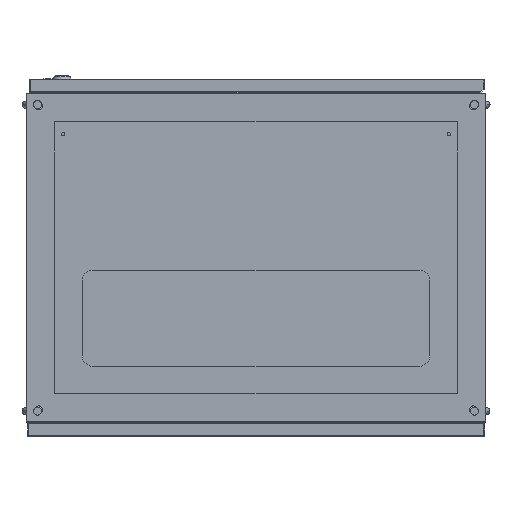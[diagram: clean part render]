
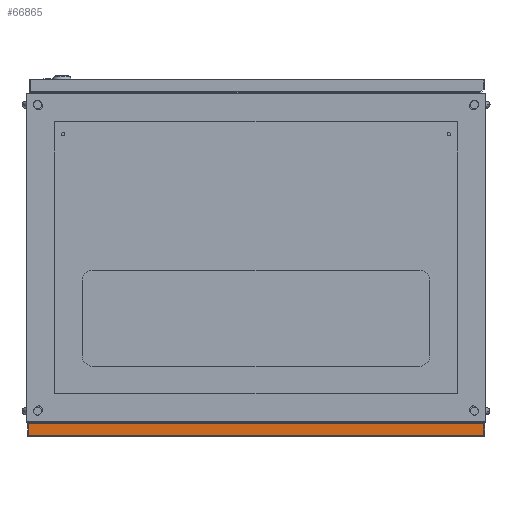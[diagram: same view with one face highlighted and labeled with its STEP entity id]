
A CAD part, front view. The second image highlights one B-rep face of the part: STEP entity #66865.
In plain terms, the highlighted planar face has unit normal (0, -1, 0).
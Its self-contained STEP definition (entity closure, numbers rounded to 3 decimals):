
#1388 = LINE ( 'NONE', #92843, #75522 ) ;
#1999 = LINE ( 'NONE', #17701, #80551 ) ;
#2527 = CARTESIAN_POINT ( 'NONE',  ( -397.5, -897.5, 0. ) ) ;
#7471 = VECTOR ( 'NONE', #67820, 1000. ) ;
#13152 = ORIENTED_EDGE ( 'NONE', *, *, #18360, .F. ) ;
#16613 = DIRECTION ( 'NONE',  ( 0., -1., 0. ) ) ;
#17701 = CARTESIAN_POINT ( 'NONE',  ( -397.5, -897.5, -1.5 ) ) ;
#18360 = EDGE_CURVE ( 'NONE', #78736, #72955, #1999, .T. ) ;
#20601 = FACE_OUTER_BOUND ( 'NONE', #66108, .T. ) ;
#22515 = EDGE_CURVE ( 'NONE', #70000, #50706, #62520, .T. ) ;
#24010 = EDGE_CURVE ( 'NONE', #72955, #50706, #1388, .T. ) ;
#24256 = EDGE_CURVE ( 'NONE', #70000, #78736, #24344, .T. ) ;
#24344 = LINE ( 'NONE', #81511, #77027 ) ;
#24517 = DIRECTION ( 'NONE',  ( -1., 0., 0. ) ) ;
#25233 = AXIS2_PLACEMENT_3D ( 'NONE', #37952, #16613, #66806 ) ;
#36435 = ORIENTED_EDGE ( 'NONE', *, *, #24010, .F. ) ;
#36978 = ORIENTED_EDGE ( 'NONE', *, *, #24256, .F. ) ;
#37952 = CARTESIAN_POINT ( 'NONE',  ( -397.5, -897.5, -1.5 ) ) ;
#38081 = CARTESIAN_POINT ( 'NONE',  ( 397.5, -897.5, -24. ) ) ;
#50706 = VERTEX_POINT ( 'NONE', #78548 ) ;
#59611 = PLANE ( 'NONE',  #25233 ) ;
#60631 = CARTESIAN_POINT ( 'NONE',  ( 397.5, -897.5, -1.5 ) ) ;
#62520 = LINE ( 'NONE', #60631, #7471 ) ;
#64735 = DIRECTION ( 'NONE',  ( 1., 0., 0. ) ) ;
#66108 = EDGE_LOOP ( 'NONE', ( #36435, #13152, #36978, #82694 ) ) ;
#66806 = DIRECTION ( 'NONE',  ( 0., 0., -1. ) ) ;
#66865 = ADVANCED_FACE ( 'NONE', ( #20601 ), #59611, .T. ) ;
#67820 = DIRECTION ( 'NONE',  ( 0., 0., 1. ) ) ;
#67864 = DIRECTION ( 'NONE',  ( 0., 0., 1. ) ) ;
#69348 = CARTESIAN_POINT ( 'NONE',  ( -397.5, -897.5, -24. ) ) ;
#70000 = VERTEX_POINT ( 'NONE', #38081 ) ;
#72955 = VERTEX_POINT ( 'NONE', #2527 ) ;
#75522 = VECTOR ( 'NONE', #64735, 1000. ) ;
#77027 = VECTOR ( 'NONE', #24517, 1000. ) ;
#78548 = CARTESIAN_POINT ( 'NONE',  ( 397.5, -897.5, 0. ) ) ;
#78736 = VERTEX_POINT ( 'NONE', #69348 ) ;
#80551 = VECTOR ( 'NONE', #67864, 1000. ) ;
#81511 = CARTESIAN_POINT ( 'NONE',  ( 397.5, -897.5, -24. ) ) ;
#82694 = ORIENTED_EDGE ( 'NONE', *, *, #22515, .T. ) ;
#92843 = CARTESIAN_POINT ( 'NONE',  ( -397.5, -897.5, 0. ) ) ;
